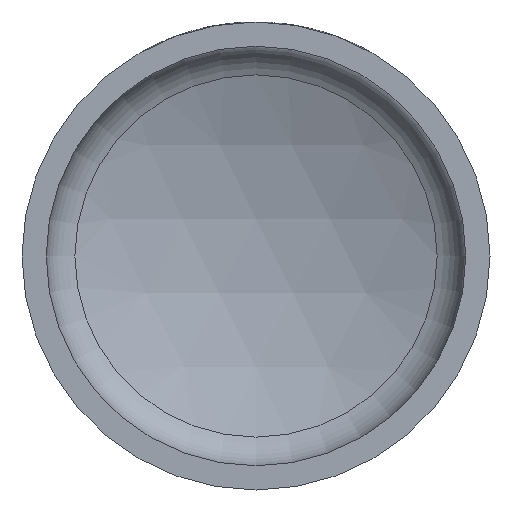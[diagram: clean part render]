
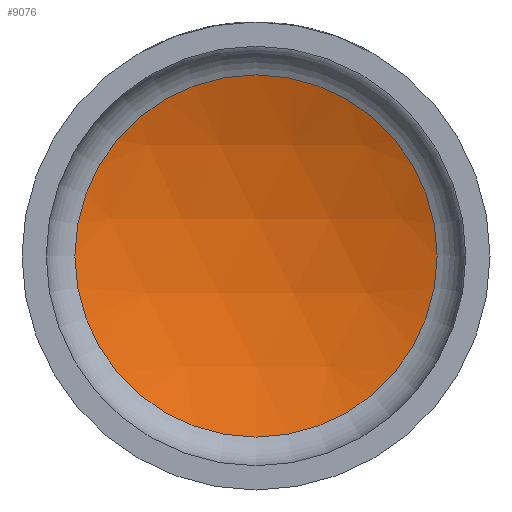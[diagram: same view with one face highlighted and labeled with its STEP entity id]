
A CAD part, front view. The second image highlights one B-rep face of the part: STEP entity #9076.
In plain terms, the highlighted spherical face has radius 29 mm.
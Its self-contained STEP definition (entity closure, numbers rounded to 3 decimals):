
#200 = DIRECTION ( 'NONE',  ( 0., 0., 1. ) ) ;
#241 = CARTESIAN_POINT ( 'NONE',  ( 0., 13.674, 0. ) ) ;
#780 = SPHERICAL_SURFACE ( 'NONE', #5353, 29. ) ;
#1217 = CIRCLE ( 'NONE', #11559, 11.222 ) ;
#1448 = DIRECTION ( 'NONE',  ( 1., 0., 0. ) ) ;
#2045 = EDGE_LOOP ( 'NONE', ( #10140 ) ) ;
#3273 = FACE_OUTER_BOUND ( 'NONE', #2045, .T. ) ;
#3591 = DIRECTION ( 'NONE',  ( 0., -1., 0. ) ) ;
#4726 = DIRECTION ( 'NONE',  ( 0., 0., -1. ) ) ;
#5353 = AXIS2_PLACEMENT_3D ( 'NONE', #5866, #200, #1448 ) ;
#5866 = CARTESIAN_POINT ( 'NONE',  ( 0., -13.067, 0. ) ) ;
#6887 = EDGE_CURVE ( 'NONE', #12834, #12834, #1217, .T. ) ;
#9076 = ADVANCED_FACE ( 'NONE', ( #3273 ), #780, .F. ) ;
#10140 = ORIENTED_EDGE ( 'NONE', *, *, #6887, .T. ) ;
#11559 = AXIS2_PLACEMENT_3D ( 'NONE', #241, #3591, #4726 ) ;
#12834 = VERTEX_POINT ( 'NONE', #14152 ) ;
#14152 = CARTESIAN_POINT ( 'NONE',  ( 0., 13.674, -11.222 ) ) ;
